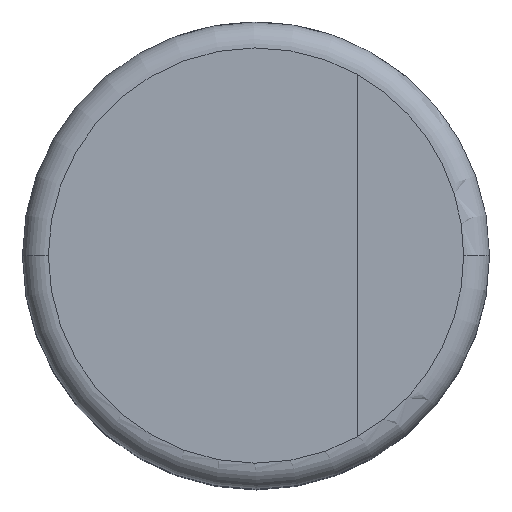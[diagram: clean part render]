
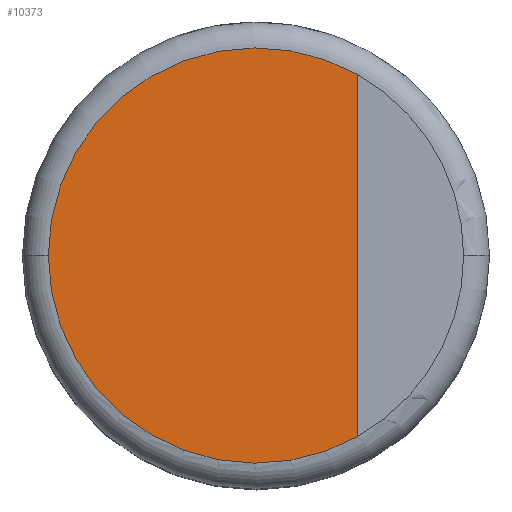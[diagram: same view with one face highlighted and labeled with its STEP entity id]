
A CAD part, top view. The second image highlights one B-rep face of the part: STEP entity #10373.
In plain terms, the highlighted planar face has unit normal (0, 0, 1).
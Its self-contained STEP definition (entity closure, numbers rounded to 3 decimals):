
#207 = CARTESIAN_POINT ( 'NONE',  ( 0., 0., 7. ) ) ;
#836 = VERTEX_POINT ( 'NONE', #5405 ) ;
#1591 = AXIS2_PLACEMENT_3D ( 'NONE', #5952, #2764, #2827 ) ;
#2024 = CIRCLE ( 'NONE', #9760, 2.8 ) ;
#2764 = DIRECTION ( 'NONE',  ( 0., 0., -1. ) ) ;
#2827 = DIRECTION ( 'NONE',  ( -1., 0., 0. ) ) ;
#3086 = DIRECTION ( 'NONE',  ( 0., 0., -1. ) ) ;
#3915 = FACE_OUTER_BOUND ( 'NONE', #10642, .T. ) ;
#4589 = CARTESIAN_POINT ( 'NONE',  ( -2.8, 0., 7. ) ) ;
#4738 = EDGE_CURVE ( 'NONE', #7896, #9726, #11536, .T. ) ;
#5098 = VECTOR ( 'NONE', #10434, 1000. ) ;
#5172 = DIRECTION ( 'NONE',  ( -1., 0., 0. ) ) ;
#5321 = LINE ( 'NONE', #9548, #5098 ) ;
#5405 = CARTESIAN_POINT ( 'NONE',  ( 1.37, 2.442, 7. ) ) ;
#5952 = CARTESIAN_POINT ( 'NONE',  ( 0., 0., 7. ) ) ;
#7260 = CARTESIAN_POINT ( 'NONE',  ( 0., 0., 7. ) ) ;
#7290 = EDGE_CURVE ( 'NONE', #7896, #836, #5321, .T. ) ;
#7293 = EDGE_CURVE ( 'NONE', #9726, #836, #2024, .T. ) ;
#7670 = DIRECTION ( 'NONE',  ( 1., 0., 0. ) ) ;
#7896 = VERTEX_POINT ( 'NONE', #9330 ) ;
#8406 = ORIENTED_EDGE ( 'NONE', *, *, #7293, .F. ) ;
#9268 = AXIS2_PLACEMENT_3D ( 'NONE', #207, #10778, #7670 ) ;
#9330 = CARTESIAN_POINT ( 'NONE',  ( 1.37, -2.442, 7. ) ) ;
#9548 = CARTESIAN_POINT ( 'NONE',  ( 1.37, 0., 7. ) ) ;
#9726 = VERTEX_POINT ( 'NONE', #4589 ) ;
#9760 = AXIS2_PLACEMENT_3D ( 'NONE', #7260, #3086, #5172 ) ;
#10373 = ADVANCED_FACE ( 'NONE', ( #3915 ), #10503, .T. ) ;
#10434 = DIRECTION ( 'NONE',  ( 0., 1., 0. ) ) ;
#10503 = PLANE ( 'NONE',  #9268 ) ;
#10642 = EDGE_LOOP ( 'NONE', ( #10931, #10832, #8406 ) ) ;
#10778 = DIRECTION ( 'NONE',  ( 0., 0., 1. ) ) ;
#10832 = ORIENTED_EDGE ( 'NONE', *, *, #7290, .T. ) ;
#10931 = ORIENTED_EDGE ( 'NONE', *, *, #4738, .F. ) ;
#11536 = CIRCLE ( 'NONE', #1591, 2.8 ) ;
